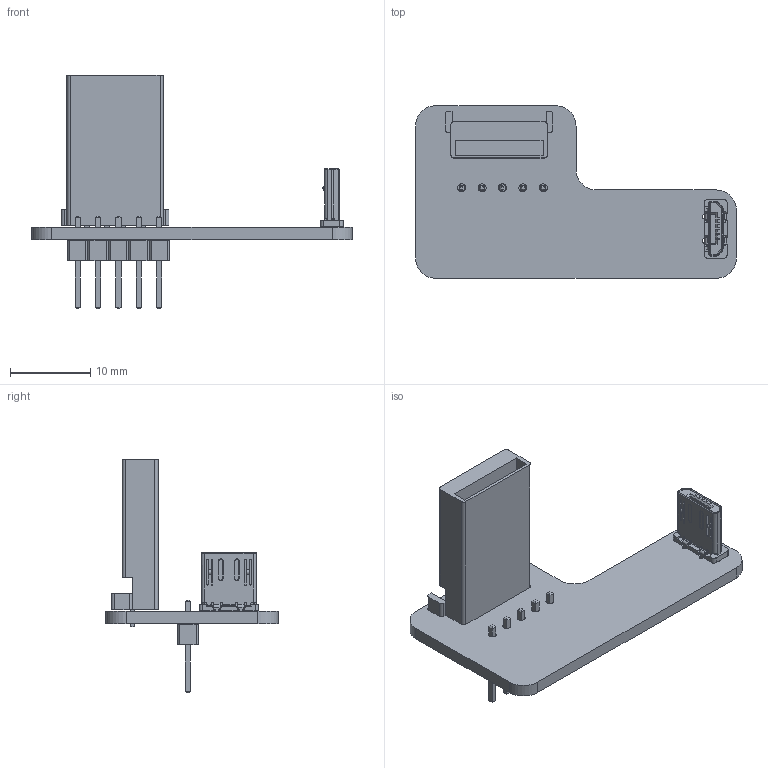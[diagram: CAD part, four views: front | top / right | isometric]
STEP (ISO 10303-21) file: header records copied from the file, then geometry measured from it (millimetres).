
FILE_DESCRIPTION(('KiCad electronic assembly'),'2;1');
FILE_NAME('SJ-202-USB-Jumper.step','2020-09-04T12:11:48',('An Author'),( 'A Company'),'Open CASCADE STEP processor 6.9', 'KiCad to STEP converter','Unknown');
FILE_SCHEMA(('AUTOMOTIVE_DESIGN { 1 0 10303 214 1 1 1 1 }'));
Length unit declared in the file: millimetre
Products named in the file (8): Open CASCADE STEP translator 6.9 1; USB-A-U-G-04WS-W-03; SOLID; PinHeader_1x05_P2.54mm_Vertical; USB3150-30-130-A--3DModel-STEP-56544; COMPOUND
Assembly tree (7 placements, depth 3):
  Open CASCADE STEP translator 6.9 1
    USB-A-U-G-04WS-W-03
      SOLID
    PinHeader_1x05_P2.54mm_Vertical
      SOLID
    USB3150-30-130-A--3DModel-STEP-56544
      COMPOUND
    COMPOUND
Bounding box: 40 x 21.5 x 29.11 mm (x, y, z)
Volume: 1971.2 mm3; surface area: 3181.8 mm2
Topology: 10 solids, 10 shells, 616 faces, 1641 edges, 1060 vertices
Faces by surface type: plane 414, cylinder 186, torus 12, bspline 4
Full cylindrical faces by diameter (mm): 0.45 x5, 0.55 x4, 0.7 x2, 0.8 x2, 0.9 x4, 1 x5
Entity records: 42970 total; most frequent: CARTESIAN_POINT 8668, DIRECTION 6319, LINE 4169, VECTOR 4169, ORIENTED_EDGE 3282, PCURVE 3282, DEFINITIONAL_REPRESENTATION 3282, EDGE_CURVE 1641
